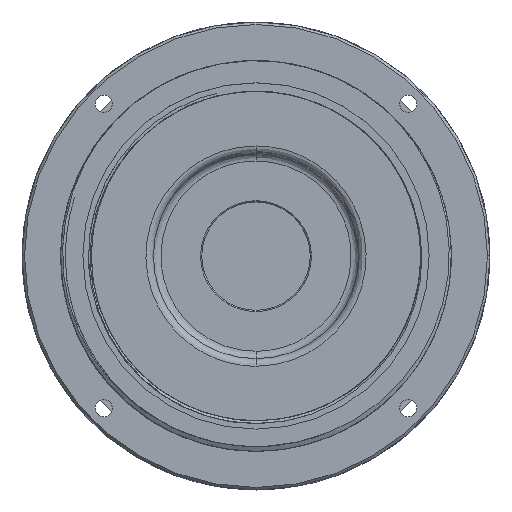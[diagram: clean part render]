
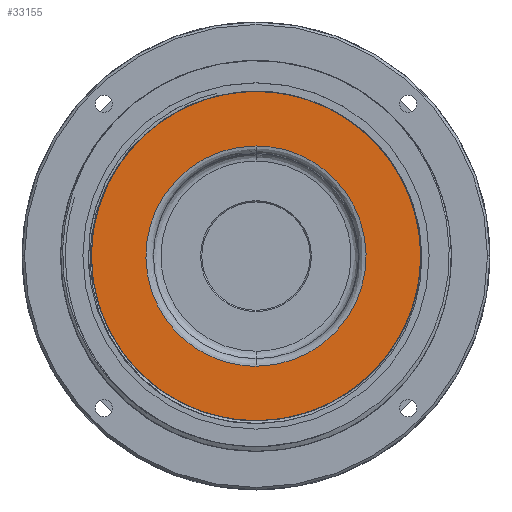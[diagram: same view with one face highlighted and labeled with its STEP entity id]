
A CAD part, top view. The second image highlights one B-rep face of the part: STEP entity #33155.
In plain terms, the highlighted planar face has unit normal (0, 0, 1).
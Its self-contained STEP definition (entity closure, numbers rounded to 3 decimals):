
#218 = EDGE_CURVE ( 'NONE', #25574, #8075, #80432, .T. ) ;
#2004 = CIRCLE ( 'NONE', #88512, 17.577 ) ;
#7386 = EDGE_LOOP ( 'NONE', ( #67632, #16394 ) ) ;
#8075 = VERTEX_POINT ( 'NONE', #67785 ) ;
#16394 = ORIENTED_EDGE ( 'NONE', *, *, #87846, .F. ) ;
#17609 = CARTESIAN_POINT ( 'NONE',  ( 0., 0., 9.042 ) ) ;
#18600 = DIRECTION ( 'NONE',  ( 0., 0., -1. ) ) ;
#20505 = CARTESIAN_POINT ( 'NONE',  ( 22.352, 11.176, 9.042 ) ) ;
#21536 = CARTESIAN_POINT ( 'NONE',  ( -22.352, -11.176, 9.042 ) ) ;
#21600 = FACE_OUTER_BOUND ( 'NONE', #39749, .T. ) ;
#23061 = VERTEX_POINT ( 'NONE', #61893 ) ;
#24131 = DIRECTION ( 'NONE',  ( 0., 0., -1. ) ) ;
#25574 = VERTEX_POINT ( 'NONE', #33023 ) ;
#26542 = EDGE_CURVE ( 'NONE', #23061, #67794, #83160, .T. ) ;
#31659 = CARTESIAN_POINT ( 'NONE',  ( 0., 17.577, 9.042 ) ) ;
#33023 = CARTESIAN_POINT ( 'NONE',  ( 0., 11.176, 9.042 ) ) ;
#33073 = DIRECTION ( 'NONE',  ( -1., 0., 0. ) ) ;
#33155 = ADVANCED_FACE ( 'NONE', ( #85659, #21600 ), #63232, .F. ) ;
#39749 = EDGE_LOOP ( 'NONE', ( #62236, #71511 ) ) ;
#42573 = CARTESIAN_POINT ( 'NONE',  ( -22.352, 11.176, 9.042 ) ) ;
#43490 = CARTESIAN_POINT ( 'NONE',  ( 0., -11.176, 9.042 ) ) ;
#48781 = AXIS2_PLACEMENT_3D ( 'NONE', #17609, #24131, #67164 ) ;
#49025 = CARTESIAN_POINT ( 'NONE',  ( 0., 11.176, 9.042 ) ) ;
#49132 = CARTESIAN_POINT ( 'NONE',  ( 0., 11.176, 9.042 ) ) ;
#52284 =( BOUNDED_CURVE ( )  B_SPLINE_CURVE ( 3, ( #56040, #84572, #20505, #49025 ),
 .UNSPECIFIED., .F., .F. ) 
 B_SPLINE_CURVE_WITH_KNOTS ( ( 4, 4 ),
 ( 0., 1. ),
 .UNSPECIFIED. ) 
 CURVE ( )  GEOMETRIC_REPRESENTATION_ITEM ( )  RATIONAL_B_SPLINE_CURVE ( ( 1., 0.333, 0.333, 1. ) ) 
 REPRESENTATION_ITEM ( '' )  );
#54134 = EDGE_CURVE ( 'NONE', #67794, #23061, #2004, .T. ) ;
#56040 = CARTESIAN_POINT ( 'NONE',  ( 0., -11.176, 9.042 ) ) ;
#61893 = CARTESIAN_POINT ( 'NONE',  ( 0., -17.577, 9.042 ) ) ;
#62236 = ORIENTED_EDGE ( 'NONE', *, *, #26542, .F. ) ;
#63232 = PLANE ( 'NONE',  #75321 ) ;
#67164 = DIRECTION ( 'NONE',  ( -1., 0., 0. ) ) ;
#67632 = ORIENTED_EDGE ( 'NONE', *, *, #218, .F. ) ;
#67785 = CARTESIAN_POINT ( 'NONE',  ( 0., -11.176, 9.042 ) ) ;
#67794 = VERTEX_POINT ( 'NONE', #31659 ) ;
#71184 = CARTESIAN_POINT ( 'NONE',  ( 0., 0., 9.042 ) ) ;
#71511 = ORIENTED_EDGE ( 'NONE', *, *, #54134, .F. ) ;
#74707 = CARTESIAN_POINT ( 'NONE',  ( 0., 0., 9.042 ) ) ;
#75321 = AXIS2_PLACEMENT_3D ( 'NONE', #71184, #91748, #78655 ) ;
#78655 = DIRECTION ( 'NONE',  ( -1., 0., 0. ) ) ;
#80432 =( BOUNDED_CURVE ( )  B_SPLINE_CURVE ( 3, ( #49132, #42573, #21536, #43490 ),
 .UNSPECIFIED., .F., .F. ) 
 B_SPLINE_CURVE_WITH_KNOTS ( ( 4, 4 ),
 ( 0., 1. ),
 .UNSPECIFIED. ) 
 CURVE ( )  GEOMETRIC_REPRESENTATION_ITEM ( )  RATIONAL_B_SPLINE_CURVE ( ( 1., 0.333, 0.333, 1. ) ) 
 REPRESENTATION_ITEM ( '' )  );
#83160 = CIRCLE ( 'NONE', #48781, 17.577 ) ;
#84572 = CARTESIAN_POINT ( 'NONE',  ( 22.352, -11.176, 9.042 ) ) ;
#85659 = FACE_BOUND ( 'NONE', #7386, .T. ) ;
#87846 = EDGE_CURVE ( 'NONE', #8075, #25574, #52284, .T. ) ;
#88512 = AXIS2_PLACEMENT_3D ( 'NONE', #74707, #18600, #33073 ) ;
#91748 = DIRECTION ( 'NONE',  ( 0., 0., -1. ) ) ;
